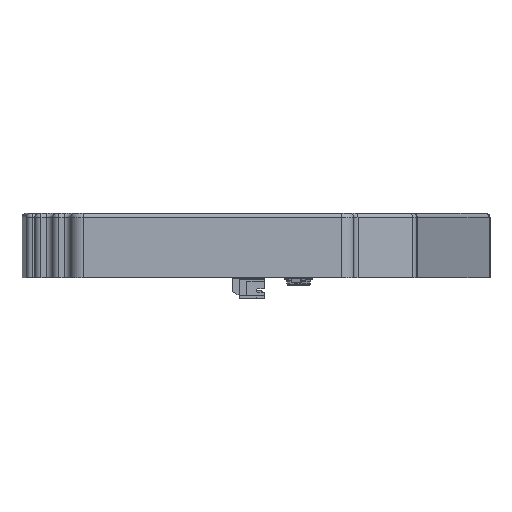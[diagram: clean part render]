
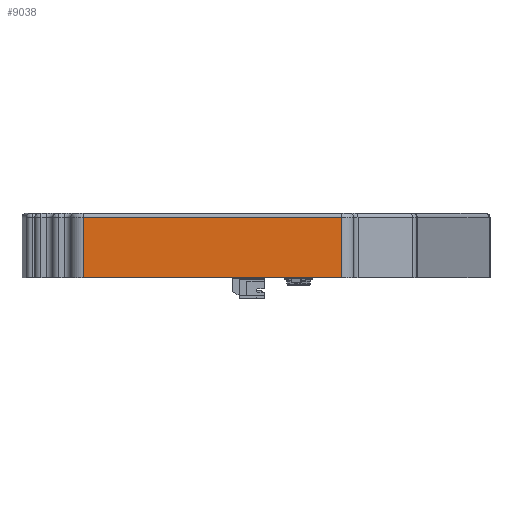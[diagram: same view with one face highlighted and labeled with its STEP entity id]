
A CAD part, left-side view. The second image highlights one B-rep face of the part: STEP entity #9038.
In plain terms, the highlighted planar face has unit normal (-1, 0, 0).
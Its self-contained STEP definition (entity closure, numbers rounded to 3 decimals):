
#9038 = ADVANCED_FACE('',(#9039),#9073,.F.);
#9039 = FACE_BOUND('',#9040,.T.);
#9040 = EDGE_LOOP('',(#9041,#9051,#9059,#9067));
#9041 = ORIENTED_EDGE('',*,*,#9042,.T.);
#9042 = EDGE_CURVE('',#9043,#9045,#9047,.T.);
#9043 = VERTEX_POINT('',#9044);
#9044 = CARTESIAN_POINT('',(-7.75,-57.25,0.));
#9045 = VERTEX_POINT('',#9046);
#9046 = CARTESIAN_POINT('',(-7.75,-57.25,14.3));
#9047 = LINE('',#9048,#9049);
#9048 = CARTESIAN_POINT('',(-7.75,-57.25,0.));
#9049 = VECTOR('',#9050,1.);
#9050 = DIRECTION('',(-0.,-0.,1.));
#9051 = ORIENTED_EDGE('',*,*,#9052,.T.);
#9052 = EDGE_CURVE('',#9045,#9053,#9055,.T.);
#9053 = VERTEX_POINT('',#9054);
#9054 = CARTESIAN_POINT('',(-7.75,4.,14.3));
#9055 = LINE('',#9056,#9057);
#9056 = CARTESIAN_POINT('',(-7.75,-57.25,14.3));
#9057 = VECTOR('',#9058,1.);
#9058 = DIRECTION('',(-0.,1.,-0.));
#9059 = ORIENTED_EDGE('',*,*,#9060,.T.);
#9060 = EDGE_CURVE('',#9053,#9061,#9063,.T.);
#9061 = VERTEX_POINT('',#9062);
#9062 = CARTESIAN_POINT('',(-7.75,4.,0.));
#9063 = LINE('',#9064,#9065);
#9064 = CARTESIAN_POINT('',(-7.75,4.,14.3));
#9065 = VECTOR('',#9066,1.);
#9066 = DIRECTION('',(-0.,-0.,-1.));
#9067 = ORIENTED_EDGE('',*,*,#9068,.T.);
#9068 = EDGE_CURVE('',#9061,#9043,#9069,.T.);
#9069 = LINE('',#9070,#9071);
#9070 = CARTESIAN_POINT('',(-7.75,4.,0.));
#9071 = VECTOR('',#9072,1.);
#9072 = DIRECTION('',(0.,-1.,0.));
#9073 = PLANE('',#9074);
#9074 = AXIS2_PLACEMENT_3D('',#9075,#9076,#9077);
#9075 = CARTESIAN_POINT('',(-7.75,-26.625,3.));
#9076 = DIRECTION('',(1.,0.,0.));
#9077 = DIRECTION('',(-0.,1.,0.));
